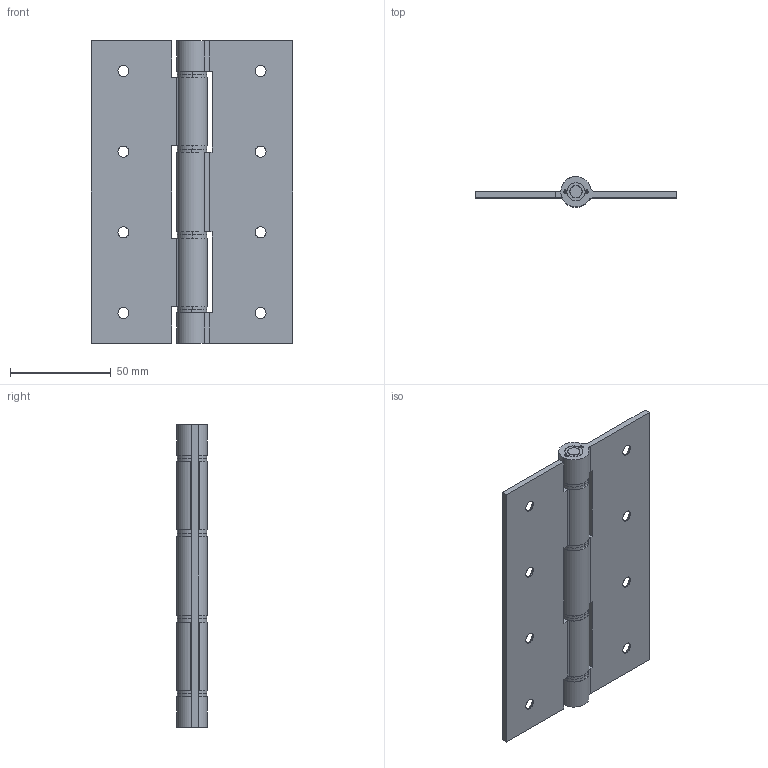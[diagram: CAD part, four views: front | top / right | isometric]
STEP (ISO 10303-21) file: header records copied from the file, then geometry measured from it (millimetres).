
FILE_DESCRIPTION (( 'STEP AP203' ), '1' );
FILE_NAME ('Žº‰ª•ÏŠ·.STEP', '2012-04-23T07:59:51', ( '' ), ( '' ), 'SwSTEP 2.0', 'SolidWorks 2011', '' );
FILE_SCHEMA (( 'CONFIG_CONTROL_DESIGN' ));
Length unit declared in the file: millimetre
Products named in the file (5): B-211-0ピン_; B-211-0樹脂ブッシュ_; B-211-0羽根B_; B-211-0羽根A_; 室岡変換
Assembly tree (11 placements, depth 2):
  室岡変換
    B-211-0ピン_
    B-211-0樹脂ブッシュ_  x8
    B-211-0羽根B_
    B-211-0羽根A_
Bounding box: 100 x 14.98 x 150 mm (x, y, z)
Volume: 61106.8 mm3; surface area: 49856.6 mm2
Topology: 11 solids, 11 shells, 288 faces, 758 edges, 484 vertices
Faces by surface type: cylinder 155, plane 101, sphere 16, cone 16
Entity records: 5261 total; most frequent: DIRECTION 842, CARTESIAN_POINT 811, ORIENTED_EDGE 752, EDGE_CURVE 376, AXIS2_PLACEMENT_3D 315, VERTEX_POINT 244, VECTOR 212, LINE 212
